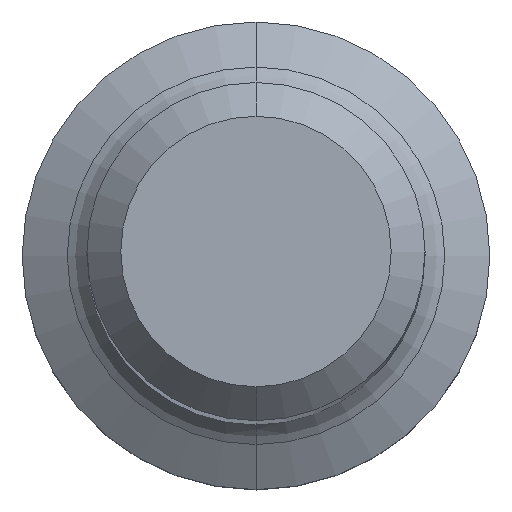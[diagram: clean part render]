
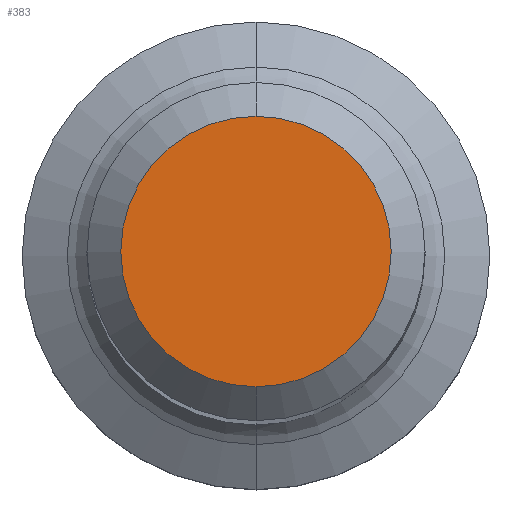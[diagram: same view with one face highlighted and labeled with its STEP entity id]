
A CAD part, top view. The second image highlights one B-rep face of the part: STEP entity #383.
In plain terms, the highlighted planar face has unit normal (0, 0, 1).
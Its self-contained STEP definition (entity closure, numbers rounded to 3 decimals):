
#41=CARTESIAN_POINT('',(0.,0.,40.26));
#42=DIRECTION('',(0.,0.,1.));
#43=DIRECTION('',(0.,1.,0.));
#44=AXIS2_PLACEMENT_3D('',#41,#42,#43);
#50=CARTESIAN_POINT('',(0.,0.,40.26));
#51=DIRECTION('',(0.,0.,-1.));
#52=DIRECTION('',(0.,1.,0.));
#53=AXIS2_PLACEMENT_3D('',#50,#51,#52);
#344=CARTESIAN_POINT('',(0.,2.4,40.26));
#345=VERTEX_POINT('',#344);
#358=CARTESIAN_POINT('',(0.,-2.4,40.26));
#359=VERTEX_POINT('',#358);
#372=CARTESIAN_POINT('',(0.,0.,40.26));
#373=DIRECTION('',(0.,0.,-1.));
#374=DIRECTION('',(0.,-1.,0.));
#375=AXIS2_PLACEMENT_3D('',#372,#373,#374);
#376=PLANE('',#375);
#378=ORIENTED_EDGE('',*,*,#377,.F.);
#380=ORIENTED_EDGE('',*,*,#379,.T.);
#381=EDGE_LOOP('',(#378,#380));
#382=FACE_OUTER_BOUND('',#381,.F.);
#45=CIRCLE('',#44,2.4);
#54=CIRCLE('',#53,2.4);
#377=EDGE_CURVE('',#345,#359,#45,.T.);
#379=EDGE_CURVE('',#345,#359,#54,.T.);
#383=ADVANCED_FACE('',(#382),#376,.F.);
